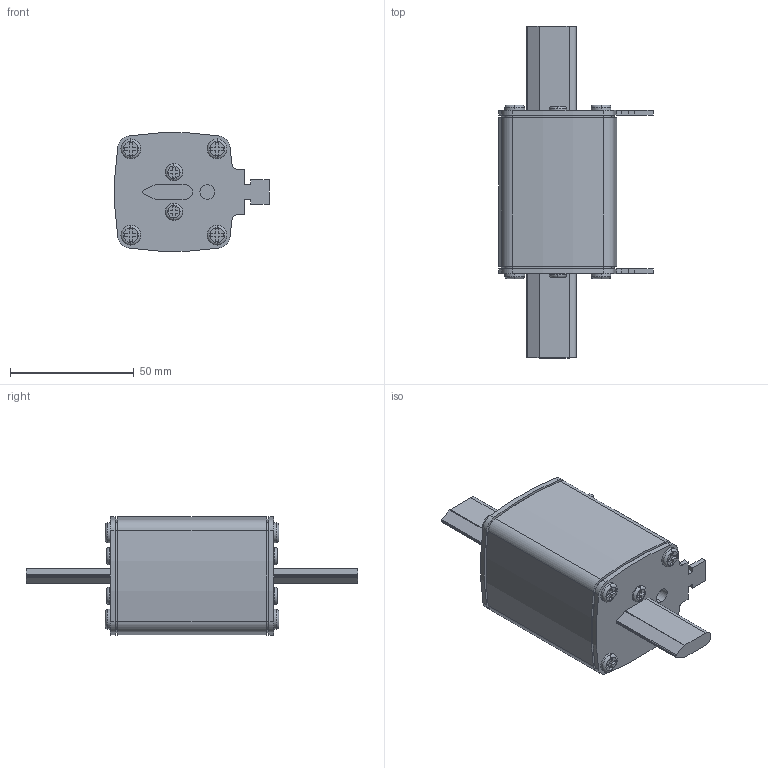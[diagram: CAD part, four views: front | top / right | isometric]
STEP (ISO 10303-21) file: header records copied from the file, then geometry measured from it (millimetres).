
FILE_DESCRIPTION (( 'STEP AP214' ), '1' );
FILE_NAME ('DPP30-63 Ïëàâêàÿ âñòàâêà ïðåäîõðàíèòåëÿ ÏÏÍÈ-35, ãàáàðèò 1, 63À.STEP', '2018-04-25T06:55:52', ( '' ), ( '' ), 'SwSTEP 2.0', 'SolidWorks 2014', '' );
FILE_SCHEMA (( 'AUTOMOTIVE_DESIGN' ));
Length unit declared in the file: millimetre
Products named in the file (1): DPP30-63 Ïëàâêàÿ âñòàâêà ïðåäîõðàíèòåëÿ ÏÏÍÈ-35, ãàáàðèò 1, 63À
Bounding box: 62.31 x 134 x 47.69 mm (x, y, z)
Volume: 150746 mm3; surface area: 21094.9 mm2
Topology: 1 solids, 1 shells, 315 faces, 822 edges, 540 vertices
Faces by surface type: plane 209, cylinder 60, torus 24, bspline 22
Entity records: 9910 total; most frequent: CARTESIAN_POINT 2116, ORIENTED_EDGE 1644, DIRECTION 1534, EDGE_CURVE 822, VECTOR 610, LINE 610, VERTEX_POINT 540, AXIS2_PLACEMENT_3D 462
